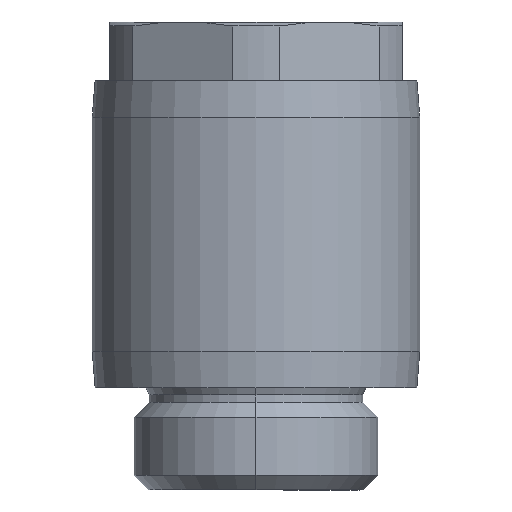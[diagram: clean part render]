
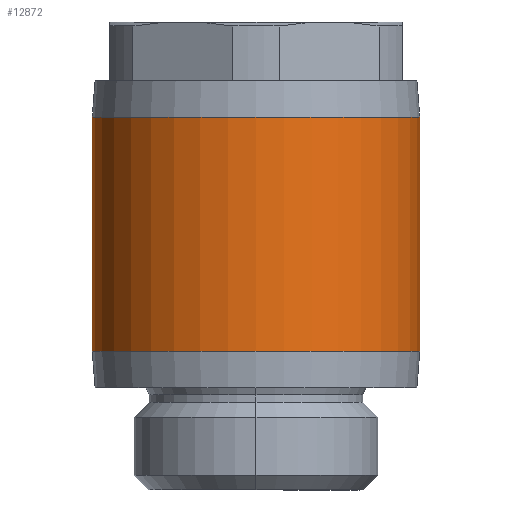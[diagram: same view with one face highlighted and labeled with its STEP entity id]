
A CAD part, left-side view. The second image highlights one B-rep face of the part: STEP entity #12872.
In plain terms, the highlighted cylindrical face has radius 11.2 mm (diameter 22.4 mm), a partial arc.
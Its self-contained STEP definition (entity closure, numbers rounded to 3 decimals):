
#560 = CARTESIAN_POINT ( 'NONE',  ( 6.2, 11.2, -8. ) ) ;
#1106 = CIRCLE ( 'NONE', #7797, 11.2 ) ;
#1669 = DIRECTION ( 'NONE',  ( 0., 0., 1. ) ) ;
#2605 = EDGE_CURVE ( 'NONE', #8711, #8452, #1106, .T. ) ;
#2754 = VERTEX_POINT ( 'NONE', #14219 ) ;
#4014 = CYLINDRICAL_SURFACE ( 'NONE', #5614, 11.2 ) ;
#4040 = CARTESIAN_POINT ( 'NONE',  ( 6.2, -11.2, 0. ) ) ;
#4260 = CARTESIAN_POINT ( 'NONE',  ( 6.2, 0., 0. ) ) ;
#4841 = VECTOR ( 'NONE', #9080, 1000. ) ;
#5000 = AXIS2_PLACEMENT_3D ( 'NONE', #9827, #12353, #8513 ) ;
#5279 = LINE ( 'NONE', #10461, #6077 ) ;
#5360 = DIRECTION ( 'NONE',  ( 0., -1., 0. ) ) ;
#5614 = AXIS2_PLACEMENT_3D ( 'NONE', #4260, #1669, #5360 ) ;
#6077 = VECTOR ( 'NONE', #10394, 1000. ) ;
#6820 = EDGE_CURVE ( 'NONE', #11521, #2754, #8027, .T. ) ;
#7050 = CARTESIAN_POINT ( 'NONE',  ( 6.2, -11.2, -8. ) ) ;
#7552 = DIRECTION ( 'NONE',  ( -1., 0., 0. ) ) ;
#7797 = AXIS2_PLACEMENT_3D ( 'NONE', #10308, #15187, #7552 ) ;
#8027 = CIRCLE ( 'NONE', #5000, 11.2 ) ;
#8196 = EDGE_CURVE ( 'NONE', #8452, #2754, #11708, .T. ) ;
#8452 = VERTEX_POINT ( 'NONE', #7050 ) ;
#8470 = CARTESIAN_POINT ( 'NONE',  ( 6.2, 11.2, 8. ) ) ;
#8513 = DIRECTION ( 'NONE',  ( 0., -1., 0. ) ) ;
#8711 = VERTEX_POINT ( 'NONE', #560 ) ;
#9080 = DIRECTION ( 'NONE',  ( 0., 0., 1. ) ) ;
#9391 = ORIENTED_EDGE ( 'NONE', *, *, #6820, .T. ) ;
#9827 = CARTESIAN_POINT ( 'NONE',  ( 6.2, 0., 8. ) ) ;
#9896 = FACE_OUTER_BOUND ( 'NONE', #10861, .T. ) ;
#10308 = CARTESIAN_POINT ( 'NONE',  ( 6.2, 0., -8. ) ) ;
#10394 = DIRECTION ( 'NONE',  ( 0., 0., 1. ) ) ;
#10461 = CARTESIAN_POINT ( 'NONE',  ( 6.2, 11.2, 0. ) ) ;
#10861 = EDGE_LOOP ( 'NONE', ( #13938, #11744, #9391, #12625 ) ) ;
#11521 = VERTEX_POINT ( 'NONE', #8470 ) ;
#11708 = LINE ( 'NONE', #4040, #4841 ) ;
#11744 = ORIENTED_EDGE ( 'NONE', *, *, #14930, .T. ) ;
#12353 = DIRECTION ( 'NONE',  ( 0., 0., -1. ) ) ;
#12625 = ORIENTED_EDGE ( 'NONE', *, *, #8196, .F. ) ;
#12872 = ADVANCED_FACE ( 'NONE', ( #9896 ), #4014, .T. ) ;
#13938 = ORIENTED_EDGE ( 'NONE', *, *, #2605, .F. ) ;
#14219 = CARTESIAN_POINT ( 'NONE',  ( 6.2, -11.2, 8. ) ) ;
#14930 = EDGE_CURVE ( 'NONE', #8711, #11521, #5279, .T. ) ;
#15187 = DIRECTION ( 'NONE',  ( 0., 0., -1. ) ) ;
